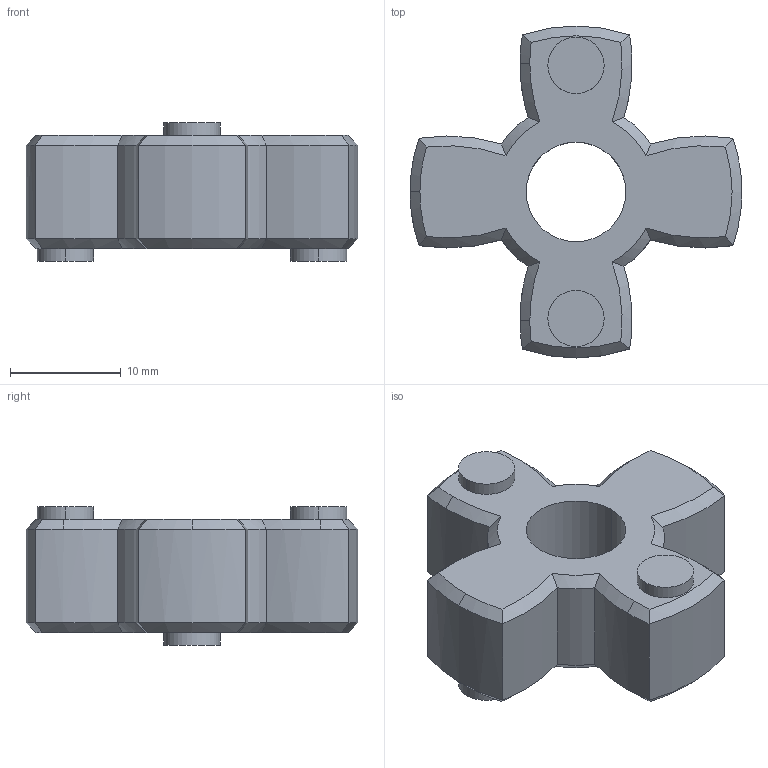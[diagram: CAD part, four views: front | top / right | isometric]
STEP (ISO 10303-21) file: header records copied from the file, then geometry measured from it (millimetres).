
FILE_DESCRIPTION (( 'STEP AP214' ), '1' );
FILE_NAME ('DC-JS30-92A.STEP', '2020-03-03T20:29:33', ( '' ), ( '' ), 'SwSTEP 2.0', 'SolidWorks 2019', '' );
FILE_SCHEMA (( 'AUTOMOTIVE_DESIGN' ));
Length unit declared in the file: millimetre
Products named in the file (1): DC-JS30-92A
Bounding box: 29.97 x 29.97 x 12.5 mm (x, y, z)
Volume: 4284.5 mm3; surface area: 2238.6 mm2
Topology: 1 solids, 1 shells, 73 faces, 166 edges, 99 vertices
Faces by surface type: cone 38, cylinder 29, plane 6
Entity records: 2129 total; most frequent: CARTESIAN_POINT 435, DIRECTION 381, ORIENTED_EDGE 332, AXIS2_PLACEMENT_3D 173, EDGE_CURVE 166, VERTEX_POINT 99, CIRCLE 99, EDGE_LOOP 79
